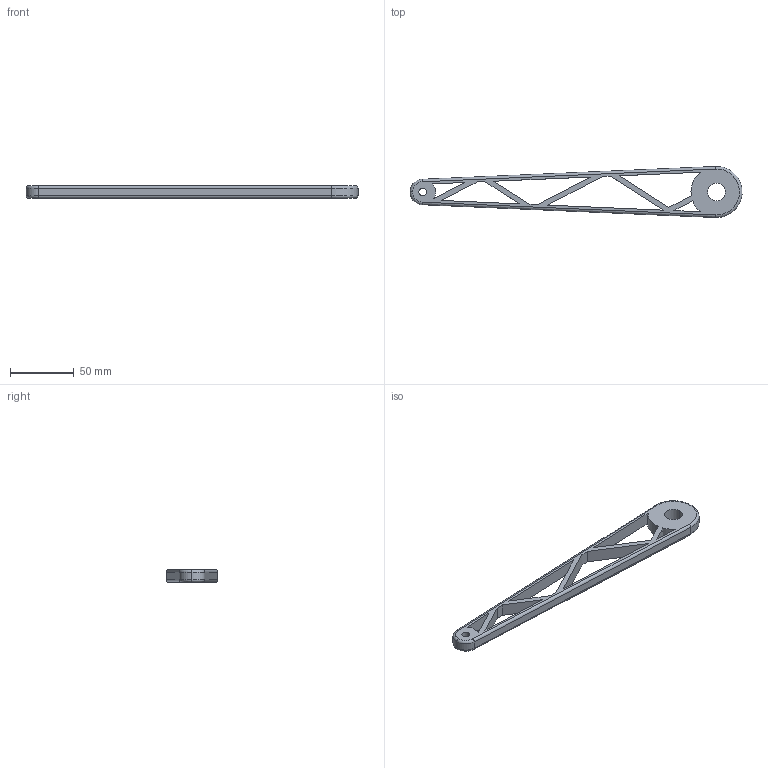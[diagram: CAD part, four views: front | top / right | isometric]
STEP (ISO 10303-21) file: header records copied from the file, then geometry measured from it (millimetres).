
FILE_DESCRIPTION (( 'STEP AP203' ), '1' );
FILE_NAME ('Active Arm 5.0_Default_sldprt.STEP', '2024-03-25T01:43:26', ( '' ), ( '' ), 'SwSTEP 2.0', 'SolidWorks 2023', '' );
FILE_SCHEMA (( 'CONFIG_CONTROL_DESIGN' ));
Length unit declared in the file: millimetre
Products named in the file (1): Active Arm 5.0_Default_sldprt
Bounding box: 259.94 x 39.97 x 10 mm (x, y, z)
Volume: 37393 mm3; surface area: 20407.6 mm2
Topology: 1 solids, 1 shells, 44 faces, 116 edges, 74 vertices
Faces by surface type: plane 23, cylinder 15, torus 6
Entity records: 1487 total; most frequent: CARTESIAN_POINT 261, DIRECTION 240, ORIENTED_EDGE 232, EDGE_CURVE 116, AXIS2_PLACEMENT_3D 81, VECTOR 78, LINE 78, VERTEX_POINT 74
